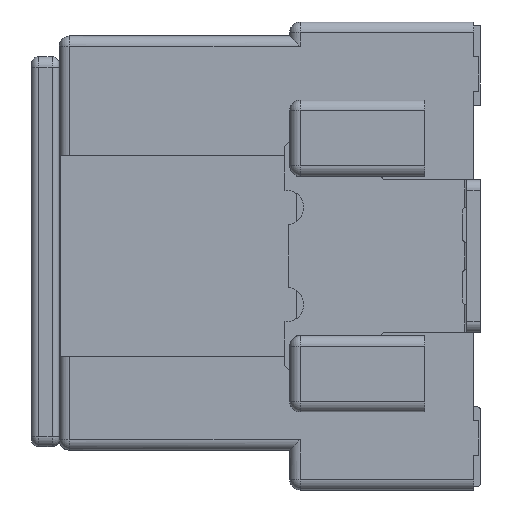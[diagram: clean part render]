
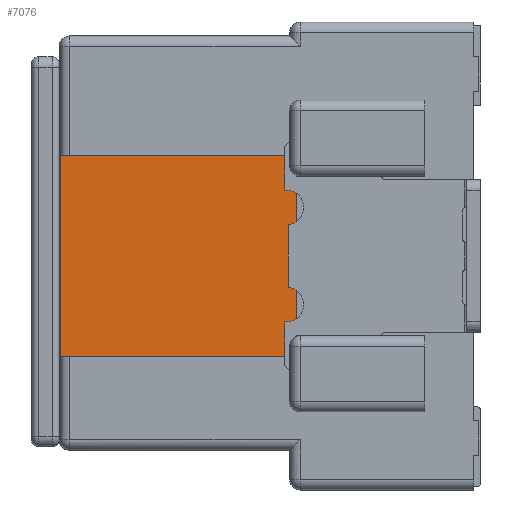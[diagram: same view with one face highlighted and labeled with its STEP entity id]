
A CAD part, left-side view. The second image highlights one B-rep face of the part: STEP entity #7076.
In plain terms, the highlighted planar face has unit normal (-1, 0, 0).
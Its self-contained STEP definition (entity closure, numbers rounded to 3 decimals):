
#4935 = AXIS2_PLACEMENT_3D ( 'NONE', #56538, #13132, #51103 ) ;
#5816 = CARTESIAN_POINT ( 'NONE',  ( -8.15, -12.852, 2.05 ) ) ;
#7076 = ADVANCED_FACE ( 'NONE', ( #8911 ), #32942, .F. ) ;
#8690 = VECTOR ( 'NONE', #56370, 1000. ) ;
#8911 = FACE_OUTER_BOUND ( 'NONE', #17134, .T. ) ;
#9313 = VERTEX_POINT ( 'NONE', #25909 ) ;
#9345 = VERTEX_POINT ( 'NONE', #15050 ) ;
#10696 = CARTESIAN_POINT ( 'NONE',  ( -8.15, -6.85, -3.75 ) ) ;
#10738 = CARTESIAN_POINT ( 'NONE',  ( -8.15, -6.85, -3.75 ) ) ;
#13132 = DIRECTION ( 'NONE',  ( 1., 0., 0. ) ) ;
#15050 = CARTESIAN_POINT ( 'NONE',  ( -8.15, -6.85, 2.05 ) ) ;
#15275 = EDGE_CURVE ( 'NONE', #26775, #9313, #56065, .T. ) ;
#17134 = EDGE_LOOP ( 'NONE', ( #48669, #33988, #46196, #22797 ) ) ;
#17907 = CARTESIAN_POINT ( 'NONE',  ( -8.15, -0.04, 2.05 ) ) ;
#20180 = DIRECTION ( 'NONE',  ( 0., 1., 0. ) ) ;
#22797 = ORIENTED_EDGE ( 'NONE', *, *, #40768, .T. ) ;
#25607 = CARTESIAN_POINT ( 'NONE',  ( -8.15, -0.04, 2.05 ) ) ;
#25909 = CARTESIAN_POINT ( 'NONE',  ( -8.15, -0.04, -3.75 ) ) ;
#26775 = VERTEX_POINT ( 'NONE', #10738 ) ;
#28514 = VECTOR ( 'NONE', #42509, 1000. ) ;
#30668 = VERTEX_POINT ( 'NONE', #25607 ) ;
#30711 = EDGE_CURVE ( 'NONE', #9345, #30668, #40306, .T. ) ;
#32172 = CARTESIAN_POINT ( 'NONE',  ( -8.15, -12.852, -3.75 ) ) ;
#32219 = EDGE_CURVE ( 'NONE', #30668, #9313, #45448, .T. ) ;
#32942 = PLANE ( 'NONE',  #4935 ) ;
#33988 = ORIENTED_EDGE ( 'NONE', *, *, #32219, .T. ) ;
#40306 = LINE ( 'NONE', #5816, #52803 ) ;
#40654 = VECTOR ( 'NONE', #53166, 1000. ) ;
#40768 = EDGE_CURVE ( 'NONE', #26775, #9345, #54404, .T. ) ;
#42509 = DIRECTION ( 'NONE',  ( 0., 0., -1. ) ) ;
#45448 = LINE ( 'NONE', #17907, #28514 ) ;
#46196 = ORIENTED_EDGE ( 'NONE', *, *, #15275, .F. ) ;
#48669 = ORIENTED_EDGE ( 'NONE', *, *, #30711, .T. ) ;
#51103 = DIRECTION ( 'NONE',  ( 0., 0., -1. ) ) ;
#52803 = VECTOR ( 'NONE', #20180, 1000. ) ;
#53166 = DIRECTION ( 'NONE',  ( 0., 0., 1. ) ) ;
#54404 = LINE ( 'NONE', #10696, #40654 ) ;
#56065 = LINE ( 'NONE', #32172, #8690 ) ;
#56370 = DIRECTION ( 'NONE',  ( 0., 1., 0. ) ) ;
#56538 = CARTESIAN_POINT ( 'NONE',  ( -8.15, -12.852, -3.75 ) ) ;
